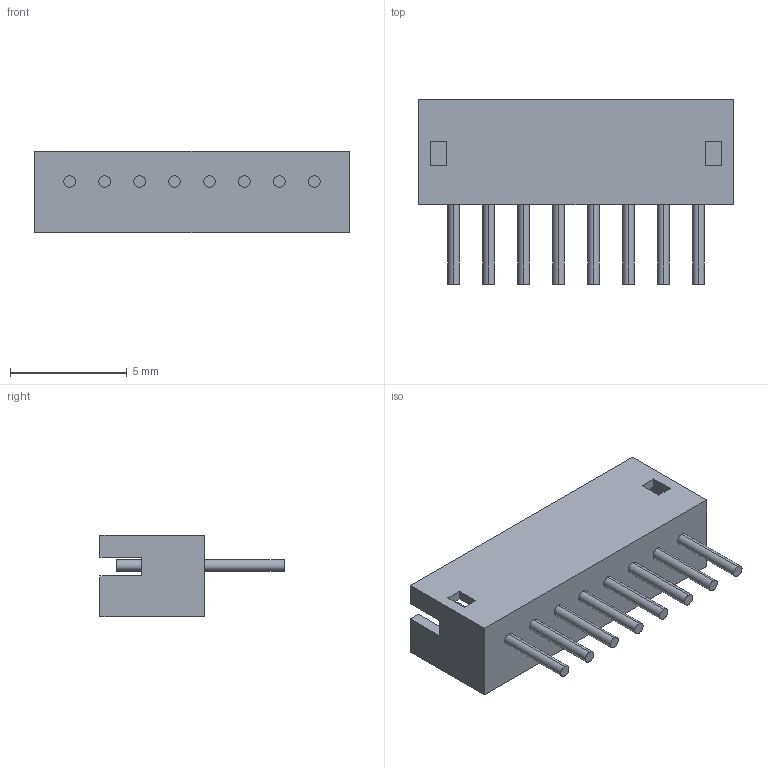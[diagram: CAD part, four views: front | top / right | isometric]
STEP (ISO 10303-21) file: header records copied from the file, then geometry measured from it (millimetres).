
FILE_DESCRIPTION (( 'STEP AP214' ), '1' );
FILE_NAME ('B8B-ZR-3.4.STEP', '2010-06-16T04:57:12', ( ' ' ), ( ' ' ), 'SwSTEP 2.0', 'SolidWorks 2005235', '' );
FILE_SCHEMA (( 'AUTOMOTIVE_DESIGN' ));
Length unit declared in the file: millimetre
Products named in the file (1): B8B-ZR-3.4
Bounding box: 13.5 x 7.9 x 3.5 mm (x, y, z)
Volume: 110.6 mm3; surface area: 418.4 mm2
Topology: 1 solids, 1 shells, 74 faces, 174 edges, 116 vertices
Faces by surface type: plane 42, cylinder 32
Entity records: 2987 total; most frequent: DIRECTION 388, CARTESIAN_POINT 365, ORIENTED_EDGE 348, EDGE_CURVE 174, AXIS2_PLACEMENT_3D 139, VERTEX_POINT 116, VECTOR 110, LINE 110
